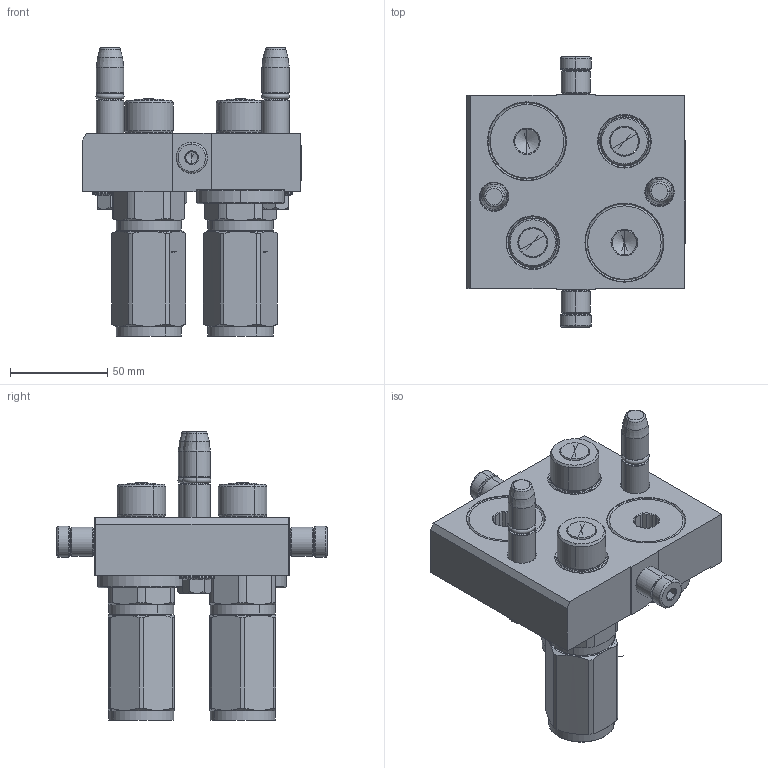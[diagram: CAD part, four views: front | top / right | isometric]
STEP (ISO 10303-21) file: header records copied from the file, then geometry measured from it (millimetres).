
FILE_DESCRIPTION (( 'STEP AP214' ), '1' );
FILE_NAME ('FASTER.step', '2023-10-09T13:04:52', ( '' ), ( '' ), 'SwSTEP 2.0', 'SolidWorks 2017', '' );
FILE_SCHEMA (( 'AUTOMOTIVE_DESIGN' ));
Length unit declared in the file: millimetre
Products named in the file (12): FASTER; et002; 3ffnp12-34g_m; 4830_013_3000_030; 1540_080_0008_000; 4830_021_0000_000; P510_M_BASE; TAPPO_34; 4830_010_0000_032; 4830_028_1000_011; or2_62x9_19_m
Assembly tree (18 placements, depth 3):
  FASTER
    P510_M_BASE
      4830_010_0000_032
      4830_013_3000_030  x2
      4830_028_1000_011  x2
      4830_021_0000_000  x2
      1540_080_0008_000  x2
      or2_62x9_19_m  x2
    TAPPO_34  x2
    3ffnp12-34g_m  x2
      3ffnp12-34g_m
    et002
Bounding box: 112.3 x 138.6 x 148.2 mm (x, y, z)
Volume: 89175.1 mm3; surface area: 121379.6 mm2
Topology: 7 solids, 46 shells, 1837 faces, 5216 edges, 3426 vertices
Faces by surface type: plane 1044, cylinder 319, cone 314, torus 88, bspline 72
Entity records: 52471 total; most frequent: CARTESIAN_POINT 13821, ORIENTED_EDGE 7248, DIRECTION 6675, EDGE_CURVE 3811, LINE 2681, VECTOR 2681, VERTEX_POINT 2513, AXIS2_PLACEMENT_3D 1997
